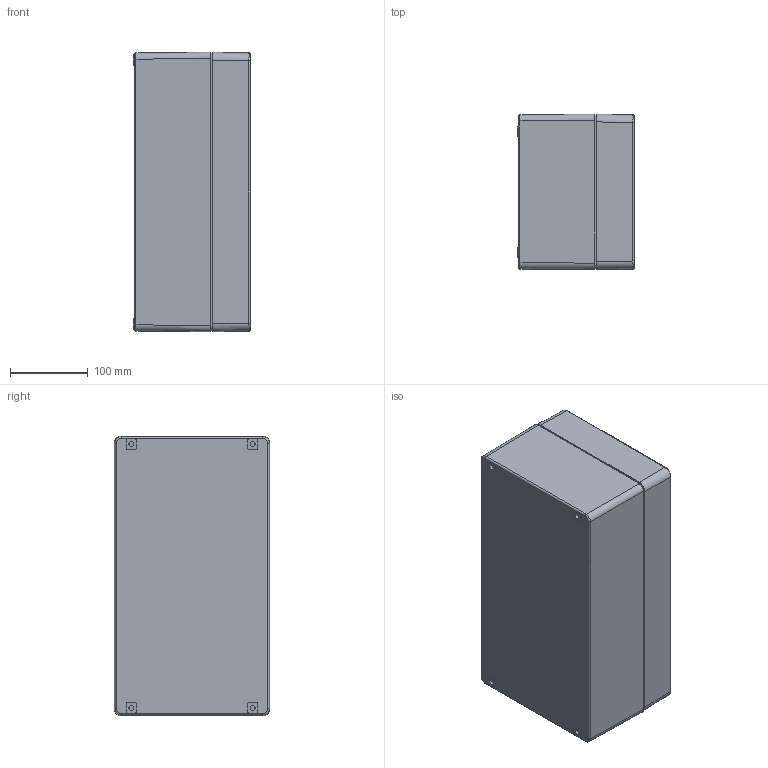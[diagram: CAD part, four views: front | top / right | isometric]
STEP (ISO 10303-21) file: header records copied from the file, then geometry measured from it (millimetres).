
FILE_DESCRIPTION(/* description */ ('ABS-Gehäuse'),/* implementation_level */ '2;1');
FILE_NAME(/* name */ '02362015045-RST.stp',/* time_stamp */ '2021-09-02T14:06:08+02:00',/* author */ ('sl'),/* organization */ (''),/* preprocessor_version */ 'ST-DEVELOPER v16.5',/* originating_system */ 'Autodesk Inventor 2017',/* authorisation */ '');
FILE_SCHEMA (('AUTOMOTIVE_DESIGN { 1 0 10303 214 3 1 1 }'));
Length unit declared in the file: millimetre
Products named in the file (5): 01_362015_010; Deckel-ABS-Gehäuse-32-BT-0002-01_362015_010; UT-ABS-Gehäuse-32-BT-0001-01_362015_010; PART2; Schraube-M6x45x10
Assembly tree (9 placements, depth 3):
  01_362015_010
    Deckel-ABS-Gehäuse-32-BT-0002-01_362015_010
    UT-ABS-Gehäuse-32-BT-0001-01_362015_010
      PART2
    Schraube-M6x45x10  x6
Bounding box: 150.75 x 200 x 360 mm (x, y, z)
Volume: 1488754.8 mm3; surface area: 649884.2 mm2
Topology: 8 solids, 8 shells, 674 faces, 1592 edges, 992 vertices
Faces by surface type: plane 264, cylinder 200, torus 100, cone 84, bspline 26
Full cylindrical faces by diameter (mm): 3 x2, 4.87 x6, 5.5 x10, 6 x6, 6.5 x4, 6.9 x6, 8.1 x6, 10 x6, 10.4 x6, 11 x4
Entity records: 15989 total; most frequent: CARTESIAN_POINT 3142, DIRECTION 2894, ORIENTED_EDGE 2404, EDGE_CURVE 1202, AXIS2_PLACEMENT_3D 1159, VERTEX_POINT 793, EDGE_LOOP 703, CIRCLE 593
